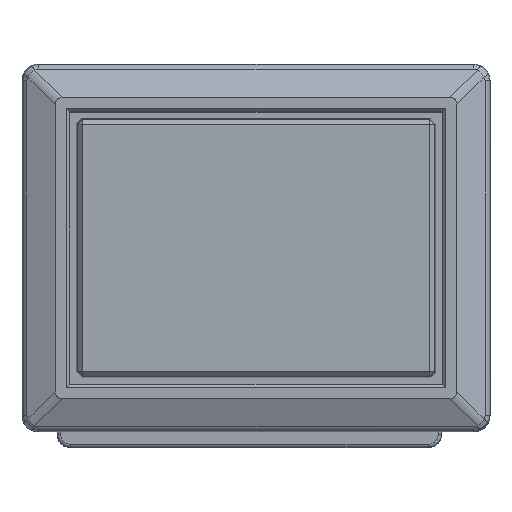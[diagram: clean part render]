
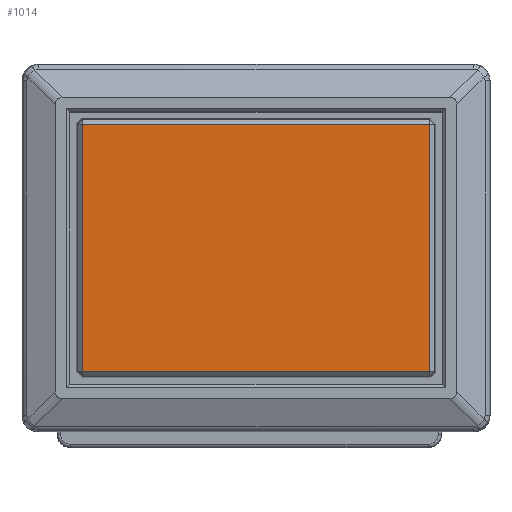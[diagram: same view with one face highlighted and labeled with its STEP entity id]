
A CAD part, top view. The second image highlights one B-rep face of the part: STEP entity #1014.
In plain terms, the highlighted face is planar.
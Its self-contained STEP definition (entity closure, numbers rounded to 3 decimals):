
#1014 = ADVANCED_FACE ( 'NONE', ( #9400 ), #14596, .F. ) ;
#1186 = VERTEX_POINT ( 'NONE', #7282 ) ;
#1211 = DIRECTION ( 'NONE',  ( 0., 0., -1. ) ) ;
#1534 = VECTOR ( 'NONE', #9728, 1000. ) ;
#1825 = AXIS2_PLACEMENT_3D ( 'NONE', #2939, #8125, #13334 ) ;
#2312 = ORIENTED_EDGE ( 'NONE', *, *, #8193, .F. ) ;
#2463 = EDGE_CURVE ( 'NONE', #8869, #11179, #10003, .T. ) ;
#2939 = CARTESIAN_POINT ( 'NONE',  ( -10.396, 0., 7.396 ) ) ;
#3273 = LINE ( 'NONE', #8470, #4915 ) ;
#3465 = VECTOR ( 'NONE', #3534, 1000. ) ;
#3534 = DIRECTION ( 'NONE',  ( 0., 0., 1. ) ) ;
#3729 = EDGE_LOOP ( 'NONE', ( #3773, #2312, #13829, #13572 ) ) ;
#3773 = ORIENTED_EDGE ( 'NONE', *, *, #2463, .F. ) ;
#4530 = CARTESIAN_POINT ( 'NONE',  ( 0., 0., -7.396 ) ) ;
#4904 = CARTESIAN_POINT ( 'NONE',  ( -10.396, 0., -7.396 ) ) ;
#4915 = VECTOR ( 'NONE', #13664, 1000. ) ;
#5012 = VECTOR ( 'NONE', #1211, 1000. ) ;
#6512 = EDGE_CURVE ( 'NONE', #1186, #10450, #7672, .T. ) ;
#6814 = CARTESIAN_POINT ( 'NONE',  ( 10.396, 0., 7.396 ) ) ;
#7282 = CARTESIAN_POINT ( 'NONE',  ( -10.396, 0., 7.396 ) ) ;
#7672 = LINE ( 'NONE', #12864, #5012 ) ;
#8125 = DIRECTION ( 'NONE',  ( 0., -1., 0. ) ) ;
#8193 = EDGE_CURVE ( 'NONE', #10450, #8869, #16182, .T. ) ;
#8470 = CARTESIAN_POINT ( 'NONE',  ( 0., 0., 7.396 ) ) ;
#8869 = VERTEX_POINT ( 'NONE', #11724 ) ;
#9400 = FACE_OUTER_BOUND ( 'NONE', #3729, .T. ) ;
#9728 = DIRECTION ( 'NONE',  ( 1., 0., 0. ) ) ;
#10003 = LINE ( 'NONE', #15195, #3465 ) ;
#10450 = VERTEX_POINT ( 'NONE', #4904 ) ;
#11179 = VERTEX_POINT ( 'NONE', #6814 ) ;
#11724 = CARTESIAN_POINT ( 'NONE',  ( 10.396, 0., -7.396 ) ) ;
#12864 = CARTESIAN_POINT ( 'NONE',  ( -10.396, 0., 0. ) ) ;
#13334 = DIRECTION ( 'NONE',  ( 0., 0., -1. ) ) ;
#13572 = ORIENTED_EDGE ( 'NONE', *, *, #14404, .T. ) ;
#13664 = DIRECTION ( 'NONE',  ( 1., 0., 0. ) ) ;
#13829 = ORIENTED_EDGE ( 'NONE', *, *, #6512, .F. ) ;
#14404 = EDGE_CURVE ( 'NONE', #1186, #11179, #3273, .T. ) ;
#14596 = PLANE ( 'NONE',  #1825 ) ;
#15195 = CARTESIAN_POINT ( 'NONE',  ( 10.396, 0., 0. ) ) ;
#16182 = LINE ( 'NONE', #4530, #1534 ) ;
